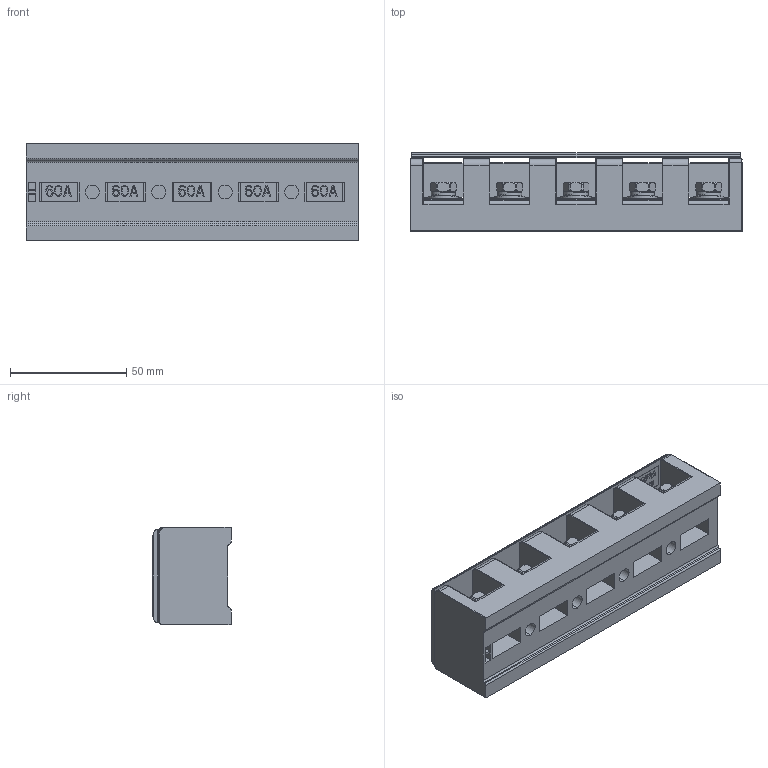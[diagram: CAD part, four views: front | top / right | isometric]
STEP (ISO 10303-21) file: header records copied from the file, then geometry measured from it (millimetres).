
FILE_DESCRIPTION((''),'2;1');
FILE_NAME('PRT0001','2024-05-27T',('Administrator'),(''),'PRO/ENGINEER BY PARAMETRIC TECHNOLOGY CORPORATION, 2013230','PRO/ENGINEER BY PARAMETRIC TECHNOLOGY CORPORATION, 2013230','');
FILE_SCHEMA(('CONFIG_CONTROL_DESIGN'));
Products named in the file (1): PRT0001
Bounding box: 142.5 x 33.5 x 42 mm (x, y, z)
Volume: 122661.6 mm3; surface area: 60608.8 mm2
Topology: 12 solids, 30 shells, 2335 faces, 6868 edges, 4701 vertices
Faces by surface type: plane 1564, cylinder 419, torus 192, cone 80, bspline 60, sphere 20
Entity records: 103985 total; most frequent: CARTESIAN_POINT 26706, ORIENTED_EDGE 13656, DIRECTION 11444, EDGE_CURVE 6828, VECTOR 4850, LINE 4850, VERTEX_POINT 4701, AXIS2_PLACEMENT_3D 3297
